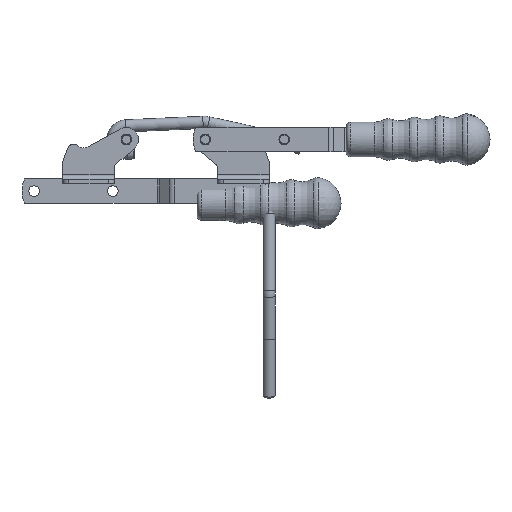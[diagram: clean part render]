
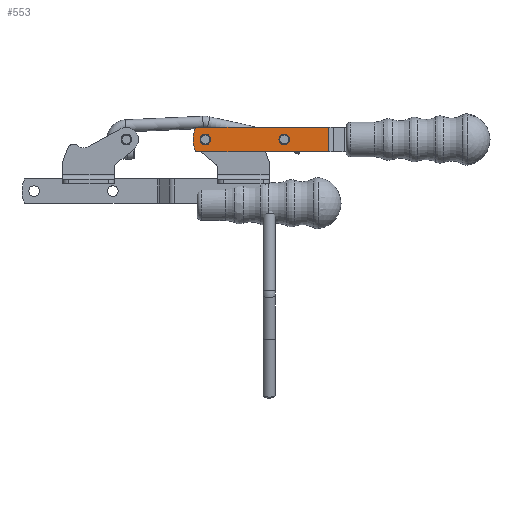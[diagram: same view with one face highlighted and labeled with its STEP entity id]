
A CAD part, front view. The second image highlights one B-rep face of the part: STEP entity #553.
In plain terms, the highlighted face is planar.
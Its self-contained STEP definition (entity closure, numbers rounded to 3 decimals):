
#553 = ADVANCED_FACE( '', ( #1242, #1243, #1244 ), #1245, .T. );
#1242 = FACE_BOUND( '', #2065, .T. );
#1243 = FACE_BOUND( '', #2066, .T. );
#1244 = FACE_OUTER_BOUND( '', #2067, .T. );
#1245 = PLANE( '', #2068 );
#2065 = EDGE_LOOP( '', ( #3507 ) );
#2066 = EDGE_LOOP( '', ( #3508 ) );
#2067 = EDGE_LOOP( '', ( #3509, #3510, #3511, #3512 ) );
#2068 = AXIS2_PLACEMENT_3D( '', #3513, #3514, #3515 );
#3507 = ORIENTED_EDGE( '', *, *, #4857, .F. );
#3508 = ORIENTED_EDGE( '', *, *, #4715, .F. );
#3509 = ORIENTED_EDGE( '', *, *, #4858, .T. );
#3510 = ORIENTED_EDGE( '', *, *, #4685, .T. );
#3511 = ORIENTED_EDGE( '', *, *, #4448, .T. );
#3512 = ORIENTED_EDGE( '', *, *, #4859, .F. );
#3513 = CARTESIAN_POINT( '', ( 0., 3., 0. ) );
#3514 = DIRECTION( '', ( 0., 1., 0. ) );
#3515 = DIRECTION( '', ( 0., 0., 1. ) );
#4448 = EDGE_CURVE( '', #5241, #5239, #5242, .T. );
#4685 = EDGE_CURVE( '', #5635, #5241, #5639, .T. );
#4715 = EDGE_CURVE( '', #5683, #5683, #5684, .T. );
#4857 = EDGE_CURVE( '', #5884, #5884, #5885, .T. );
#4858 = EDGE_CURVE( '', #5886, #5635, #5887, .T. );
#4859 = EDGE_CURVE( '', #5886, #5239, #5888, .T. );
#5239 = VERTEX_POINT( '', #6416 );
#5241 = VERTEX_POINT( '', #6418 );
#5242 = LINE( '', #6419, #6420 );
#5635 = VERTEX_POINT( '', #6991 );
#5639 = CIRCLE( '', #6996, 20. );
#5683 = VERTEX_POINT( '', #7045 );
#5684 = CIRCLE( '', #7046, 3.5 );
#5884 = VERTEX_POINT( '', #7299 );
#5885 = CIRCLE( '', #7300, 3.5 );
#5886 = VERTEX_POINT( '', #7301 );
#5887 = LINE( '', #7302, #7303 );
#5888 = LINE( '', #7304, #7305 );
#6416 = CARTESIAN_POINT( '', ( -73.728, 3., 16. ) );
#6418 = CARTESIAN_POINT( '', ( -161.33, 3., 16. ) );
#6419 = CARTESIAN_POINT( '', ( -163., 3., 16. ) );
#6420 = VECTOR( '', #7847, 1000. );
#6991 = CARTESIAN_POINT( '', ( -161.33, 3., 0. ) );
#6996 = AXIS2_PLACEMENT_3D( '', #8183, #8184, #8185 );
#7045 = CARTESIAN_POINT( '', ( -155., 3., 11.5 ) );
#7046 = AXIS2_PLACEMENT_3D( '', #8233, #8234, #8235 );
#7299 = CARTESIAN_POINT( '', ( -103., 3., 11.5 ) );
#7300 = AXIS2_PLACEMENT_3D( '', #8415, #8416, #8417 );
#7301 = CARTESIAN_POINT( '', ( -73.728, 3., 0. ) );
#7302 = CARTESIAN_POINT( '', ( 0., 3., 0. ) );
#7303 = VECTOR( '', #8418, 1000. );
#7304 = CARTESIAN_POINT( '', ( -73.728, 3., 0. ) );
#7305 = VECTOR( '', #8419, 1000. );
#7847 = DIRECTION( '', ( 1., 0., 0. ) );
#8183 = CARTESIAN_POINT( '', ( -143., 3., 8. ) );
#8184 = DIRECTION( '', ( 0., 1., 0. ) );
#8185 = DIRECTION( '', ( 0., 0., 1. ) );
#8233 = CARTESIAN_POINT( '', ( -155., 3., 8. ) );
#8234 = DIRECTION( '', ( 0., 1., 0. ) );
#8235 = DIRECTION( '', ( 0., 0., 1. ) );
#8415 = CARTESIAN_POINT( '', ( -103., 3., 8. ) );
#8416 = DIRECTION( '', ( 0., 1., 0. ) );
#8417 = DIRECTION( '', ( 0., 0., 1. ) );
#8418 = DIRECTION( '', ( -1., 0., 0. ) );
#8419 = DIRECTION( '', ( 0., 0., 1. ) );
